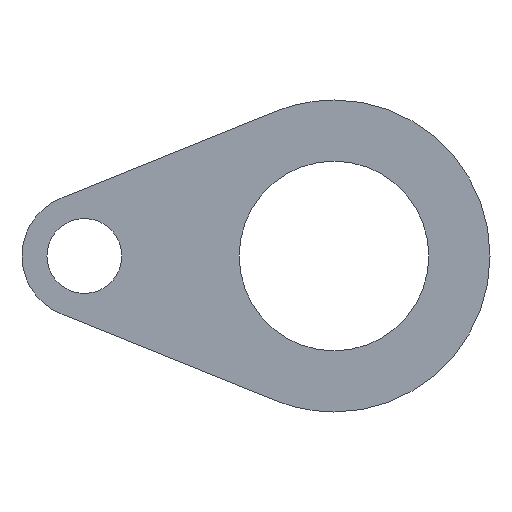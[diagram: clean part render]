
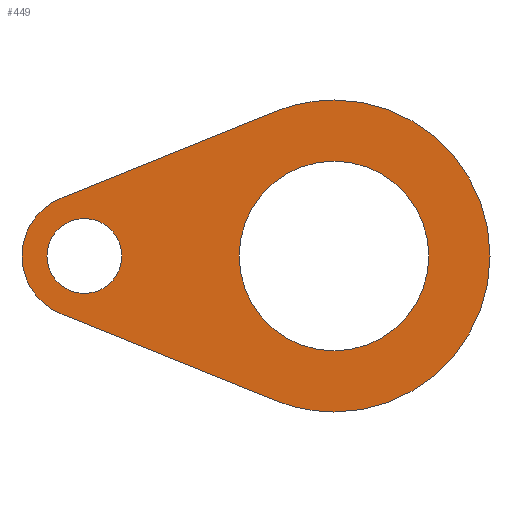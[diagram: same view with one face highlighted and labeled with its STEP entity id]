
A CAD part, front view. The second image highlights one B-rep face of the part: STEP entity #449.
In plain terms, the highlighted planar face has unit normal (0, -1, 0).
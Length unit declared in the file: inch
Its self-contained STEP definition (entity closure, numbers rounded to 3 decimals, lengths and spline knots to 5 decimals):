
#14 = VECTOR ( 'NONE', #341, 39.37008 ) ;
#15 = CIRCLE ( 'NONE', #214, 0.15 ) ;
#17 = DIRECTION ( 'NONE',  ( 0., 1., 0. ) ) ;
#19 = CIRCLE ( 'NONE', #229, 0.15 ) ;
#25 = VERTEX_POINT ( 'NONE', #257 ) ;
#26 = EDGE_CURVE ( 'NONE', #344, #56, #238, .T. ) ;
#36 = AXIS2_PLACEMENT_3D ( 'NONE', #61, #133, #135 ) ;
#42 = CARTESIAN_POINT ( 'NONE',  ( -0.23438, 0., -0.57939 ) ) ;
#43 = AXIS2_PLACEMENT_3D ( 'NONE', #248, #458, #347 ) ;
#50 = AXIS2_PLACEMENT_3D ( 'NONE', #301, #333, #398 ) ;
#51 = LINE ( 'NONE', #271, #14 ) ;
#56 = VERTEX_POINT ( 'NONE', #186 ) ;
#61 = CARTESIAN_POINT ( 'NONE',  ( 0., 0., 0. ) ) ;
#64 = EDGE_CURVE ( 'NONE', #277, #104, #19, .T. ) ;
#72 = VERTEX_POINT ( 'NONE', #42 ) ;
#74 = DIRECTION ( 'NONE',  ( 0., 0., 1. ) ) ;
#75 = ORIENTED_EDGE ( 'NONE', *, *, #290, .F. ) ;
#77 = CARTESIAN_POINT ( 'NONE',  ( -1., 0., 0. ) ) ;
#86 = AXIS2_PLACEMENT_3D ( 'NONE', #391, #386, #74 ) ;
#101 = ORIENTED_EDGE ( 'NONE', *, *, #168, .F. ) ;
#103 = CARTESIAN_POINT ( 'NONE',  ( 0., 0., 0.625 ) ) ;
#104 = VERTEX_POINT ( 'NONE', #296 ) ;
#105 = FACE_OUTER_BOUND ( 'NONE', #169, .T. ) ;
#110 = PLANE ( 'NONE',  #86 ) ;
#111 = ORIENTED_EDGE ( 'NONE', *, *, #64, .T. ) ;
#113 = EDGE_LOOP ( 'NONE', ( #111, #322 ) ) ;
#119 = CARTESIAN_POINT ( 'NONE',  ( 0., 0., -0.38 ) ) ;
#129 = CARTESIAN_POINT ( 'NONE',  ( -0.23438, 0., -0.57939 ) ) ;
#130 = EDGE_CURVE ( 'NONE', #460, #25, #336, .T. ) ;
#133 = DIRECTION ( 'NONE',  ( 0., 1., 0. ) ) ;
#134 = ORIENTED_EDGE ( 'NONE', *, *, #405, .T. ) ;
#135 = DIRECTION ( 'NONE',  ( 0., 0., 1. ) ) ;
#141 = VERTEX_POINT ( 'NONE', #119 ) ;
#152 = DIRECTION ( 'NONE',  ( 0., 0., 1. ) ) ;
#158 = AXIS2_PLACEMENT_3D ( 'NONE', #326, #226, #331 ) ;
#167 = DIRECTION ( 'NONE',  ( 0., 1., 0. ) ) ;
#168 = EDGE_CURVE ( 'NONE', #56, #72, #343, .T. ) ;
#169 = EDGE_LOOP ( 'NONE', ( #419, #75, #348, #305, #101, #392 ) ) ;
#174 = DIRECTION ( 'NONE',  ( 0., 1., 0. ) ) ;
#176 = CARTESIAN_POINT ( 'NONE',  ( -1.09375, 0., -0.23176 ) ) ;
#181 = CIRCLE ( 'NONE', #36, 0.38 ) ;
#186 = CARTESIAN_POINT ( 'NONE',  ( 0., 0., -0.625 ) ) ;
#193 = DIRECTION ( 'NONE',  ( 0., 1., 0. ) ) ;
#203 = DIRECTION ( 'NONE',  ( -0.927, 0., 0.375 ) ) ;
#204 = ORIENTED_EDGE ( 'NONE', *, *, #382, .T. ) ;
#205 = FACE_BOUND ( 'NONE', #113, .T. ) ;
#210 = FACE_BOUND ( 'NONE', #268, .T. ) ;
#214 = AXIS2_PLACEMENT_3D ( 'NONE', #342, #167, #447 ) ;
#226 = DIRECTION ( 'NONE',  ( 0., 1., 0. ) ) ;
#229 = AXIS2_PLACEMENT_3D ( 'NONE', #77, #193, #152 ) ;
#238 = CIRCLE ( 'NONE', #158, 0.625 ) ;
#245 = CARTESIAN_POINT ( 'NONE',  ( -0.23438, 0., 0.57939 ) ) ;
#248 = CARTESIAN_POINT ( 'NONE',  ( 0., 0., 0. ) ) ;
#250 = EDGE_CURVE ( 'NONE', #104, #277, #15, .T. ) ;
#251 = DIRECTION ( 'NONE',  ( 0., 0., 1. ) ) ;
#257 = CARTESIAN_POINT ( 'NONE',  ( -1.09375, 0., 0.23176 ) ) ;
#268 = EDGE_LOOP ( 'NONE', ( #134, #204 ) ) ;
#271 = CARTESIAN_POINT ( 'NONE',  ( -0.23438, 0., 0.57939 ) ) ;
#277 = VERTEX_POINT ( 'NONE', #409 ) ;
#279 = CARTESIAN_POINT ( 'NONE',  ( 0., 0., 0.38 ) ) ;
#284 = VECTOR ( 'NONE', #203, 39.37008 ) ;
#290 = EDGE_CURVE ( 'NONE', #25, #407, #51, .T. ) ;
#296 = CARTESIAN_POINT ( 'NONE',  ( -1., 0., 0.15 ) ) ;
#301 = CARTESIAN_POINT ( 'NONE',  ( -1., 0., 0. ) ) ;
#305 = ORIENTED_EDGE ( 'NONE', *, *, #321, .F. ) ;
#307 = AXIS2_PLACEMENT_3D ( 'NONE', #417, #174, #251 ) ;
#314 = AXIS2_PLACEMENT_3D ( 'NONE', #376, #17, #379 ) ;
#321 = EDGE_CURVE ( 'NONE', #72, #460, #351, .T. ) ;
#322 = ORIENTED_EDGE ( 'NONE', *, *, #250, .T. ) ;
#326 = CARTESIAN_POINT ( 'NONE',  ( 0., 0., 0. ) ) ;
#331 = DIRECTION ( 'NONE',  ( 0., 0., 1. ) ) ;
#333 = DIRECTION ( 'NONE',  ( 0., 1., 0. ) ) ;
#336 = CIRCLE ( 'NONE', #50, 0.25 ) ;
#341 = DIRECTION ( 'NONE',  ( 0.927, 0., 0.375 ) ) ;
#342 = CARTESIAN_POINT ( 'NONE',  ( -1., 0., 0. ) ) ;
#343 = CIRCLE ( 'NONE', #314, 0.625 ) ;
#344 = VERTEX_POINT ( 'NONE', #103 ) ;
#347 = DIRECTION ( 'NONE',  ( 0., 0., 1. ) ) ;
#348 = ORIENTED_EDGE ( 'NONE', *, *, #130, .F. ) ;
#351 = LINE ( 'NONE', #129, #284 ) ;
#366 = CIRCLE ( 'NONE', #43, 0.625 ) ;
#376 = CARTESIAN_POINT ( 'NONE',  ( 0., 0., 0. ) ) ;
#379 = DIRECTION ( 'NONE',  ( 0., 0., 1. ) ) ;
#382 = EDGE_CURVE ( 'NONE', #387, #141, #181, .T. ) ;
#386 = DIRECTION ( 'NONE',  ( 0., 1., 0. ) ) ;
#387 = VERTEX_POINT ( 'NONE', #279 ) ;
#391 = CARTESIAN_POINT ( 'NONE',  ( 0., 0., 0. ) ) ;
#392 = ORIENTED_EDGE ( 'NONE', *, *, #26, .F. ) ;
#398 = DIRECTION ( 'NONE',  ( 0., 0., 1. ) ) ;
#400 = EDGE_CURVE ( 'NONE', #407, #344, #366, .T. ) ;
#405 = EDGE_CURVE ( 'NONE', #141, #387, #438, .T. ) ;
#407 = VERTEX_POINT ( 'NONE', #245 ) ;
#409 = CARTESIAN_POINT ( 'NONE',  ( -1., 0., -0.15 ) ) ;
#417 = CARTESIAN_POINT ( 'NONE',  ( 0., 0., 0. ) ) ;
#419 = ORIENTED_EDGE ( 'NONE', *, *, #400, .F. ) ;
#438 = CIRCLE ( 'NONE', #307, 0.38 ) ;
#447 = DIRECTION ( 'NONE',  ( 0., 0., 1. ) ) ;
#449 = ADVANCED_FACE ( 'NONE', ( #105, #210, #205 ), #110, .F. ) ;
#458 = DIRECTION ( 'NONE',  ( 0., 1., 0. ) ) ;
#460 = VERTEX_POINT ( 'NONE', #176 ) ;
